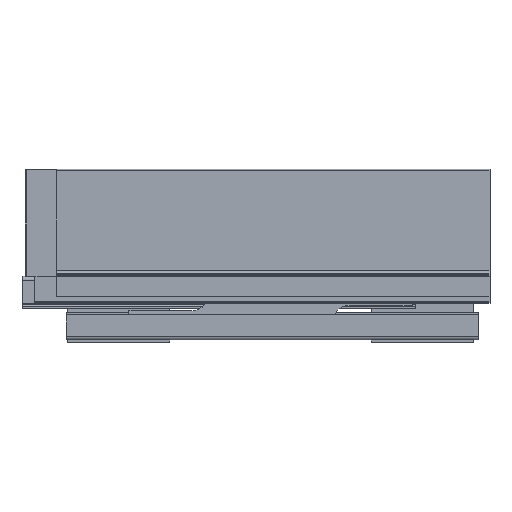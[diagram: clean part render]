
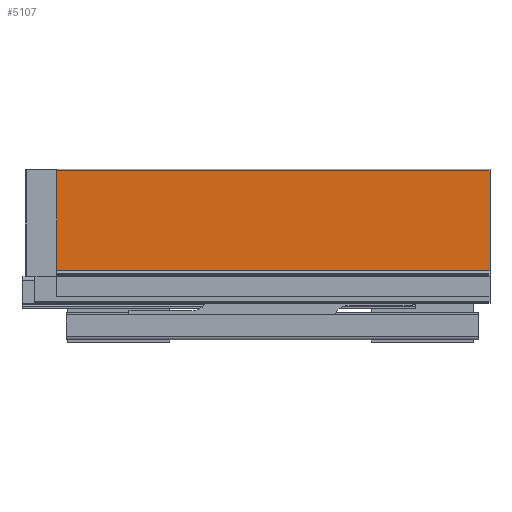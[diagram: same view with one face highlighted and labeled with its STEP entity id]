
A CAD part, top view. The second image highlights one B-rep face of the part: STEP entity #5107.
In plain terms, the highlighted planar face has unit normal (0, 0, 1).
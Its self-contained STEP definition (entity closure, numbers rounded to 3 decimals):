
#92 = AXIS2_PLACEMENT_3D ( 'NONE', #314, #3162, #5328 ) ;
#314 = CARTESIAN_POINT ( 'NONE',  ( -292., 84., 14. ) ) ;
#416 = DIRECTION ( 'NONE',  ( 1., 0., 0. ) ) ;
#556 = EDGE_CURVE ( 'NONE', #7597, #5369, #1433, .T. ) ;
#722 = VECTOR ( 'NONE', #851, 1000. ) ;
#851 = DIRECTION ( 'NONE',  ( 0., -1., 0. ) ) ;
#1033 = VECTOR ( 'NONE', #416, 1000. ) ;
#1080 = ORIENTED_EDGE ( 'NONE', *, *, #5322, .F. ) ;
#1418 = CARTESIAN_POINT ( 'NONE',  ( 0., 84., 14. ) ) ;
#1433 = LINE ( 'NONE', #2225, #6412 ) ;
#1804 = ORIENTED_EDGE ( 'NONE', *, *, #6972, .T. ) ;
#1902 = LINE ( 'NONE', #6883, #1033 ) ;
#2225 = CARTESIAN_POINT ( 'NONE',  ( 0., 20.5, 14. ) ) ;
#2254 = LINE ( 'NONE', #1418, #7851 ) ;
#3117 = FACE_OUTER_BOUND ( 'NONE', #7670, .T. ) ;
#3162 = DIRECTION ( 'NONE',  ( 0., 0., 1. ) ) ;
#3270 = ORIENTED_EDGE ( 'NONE', *, *, #7556, .F. ) ;
#3653 = LINE ( 'NONE', #3749, #722 ) ;
#3749 = CARTESIAN_POINT ( 'NONE',  ( -275.5, 84., 14. ) ) ;
#3761 = DIRECTION ( 'NONE',  ( 0., -1., 0. ) ) ;
#4326 = CARTESIAN_POINT ( 'NONE',  ( 0., 20.5, 14. ) ) ;
#4475 = ORIENTED_EDGE ( 'NONE', *, *, #556, .T. ) ;
#5107 = ADVANCED_FACE ( 'NONE', ( #3117 ), #7520, .T. ) ;
#5322 = EDGE_CURVE ( 'NONE', #7692, #5369, #2254, .T. ) ;
#5328 = DIRECTION ( 'NONE',  ( 0., -1., 0. ) ) ;
#5369 = VERTEX_POINT ( 'NONE', #4326 ) ;
#5715 = CARTESIAN_POINT ( 'NONE',  ( 0., 84., 14. ) ) ;
#5897 = CARTESIAN_POINT ( 'NONE',  ( -275.5, 84., 14. ) ) ;
#6140 = VERTEX_POINT ( 'NONE', #5897 ) ;
#6271 = CARTESIAN_POINT ( 'NONE',  ( -275.5, 20.5, 14. ) ) ;
#6412 = VECTOR ( 'NONE', #7200, 1000. ) ;
#6883 = CARTESIAN_POINT ( 'NONE',  ( -292., 84., 14. ) ) ;
#6972 = EDGE_CURVE ( 'NONE', #6140, #7597, #3653, .T. ) ;
#7200 = DIRECTION ( 'NONE',  ( 1., 0., 0. ) ) ;
#7520 = PLANE ( 'NONE',  #92 ) ;
#7556 = EDGE_CURVE ( 'NONE', #6140, #7692, #1902, .T. ) ;
#7597 = VERTEX_POINT ( 'NONE', #6271 ) ;
#7670 = EDGE_LOOP ( 'NONE', ( #3270, #1804, #4475, #1080 ) ) ;
#7692 = VERTEX_POINT ( 'NONE', #5715 ) ;
#7851 = VECTOR ( 'NONE', #3761, 1000. ) ;
